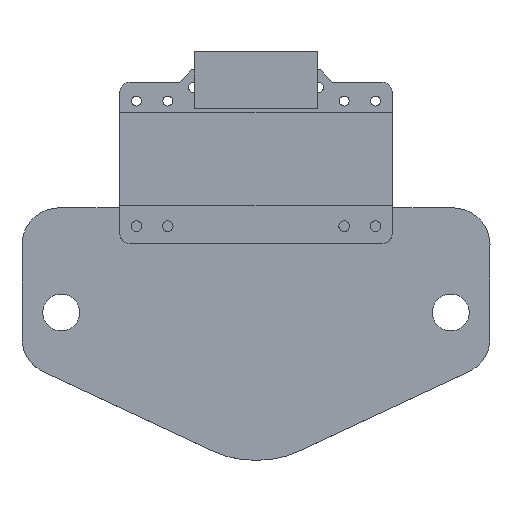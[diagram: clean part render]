
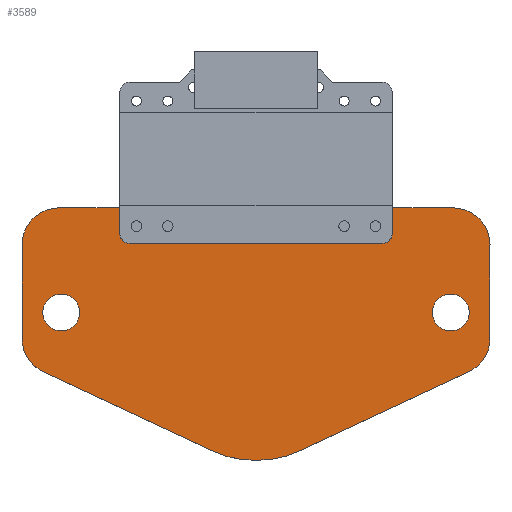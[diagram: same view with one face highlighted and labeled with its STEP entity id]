
A CAD part, top view. The second image highlights one B-rep face of the part: STEP entity #3589.
In plain terms, the highlighted planar face has unit normal (0, 0, 1).
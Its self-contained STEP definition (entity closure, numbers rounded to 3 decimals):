
#196=FACE_BOUND('',#688,.T.);
#197=FACE_BOUND('',#689,.T.);
#198=FACE_BOUND('',#690,.T.);
#199=FACE_BOUND('',#691,.T.);
#200=FACE_BOUND('',#692,.T.);
#201=FACE_BOUND('',#693,.T.);
#299=CIRCLE('',#3923,2.988);
#300=CIRCLE('',#3925,2.989);
#301=CIRCLE('',#3926,0.013);
#302=CIRCLE('',#3927,0.013);
#303=CIRCLE('',#3928,2.989);
#304=CIRCLE('',#3929,2.988);
#305=CIRCLE('',#3930,7.978);
#306=CIRCLE('',#3931,7.976);
#307=CIRCLE('',#3932,1.5);
#308=CIRCLE('',#3933,1.5);
#309=CIRCLE('',#3934,0.432);
#310=CIRCLE('',#3935,0.432);
#311=CIRCLE('',#3936,0.432);
#312=CIRCLE('',#3937,0.432);
#467=FACE_OUTER_BOUND('',#687,.T.);
#687=EDGE_LOOP('',(#3133,#3134,#3135,#3136,#3137,#3138,#3139,#3140,#3141,
#3142,#3143,#3144,#3145,#3146,#3147,#3148,#3149,#3150));
#688=EDGE_LOOP('',(#3151));
#689=EDGE_LOOP('',(#3152));
#690=EDGE_LOOP('',(#3153));
#691=EDGE_LOOP('',(#3154));
#692=EDGE_LOOP('',(#3155));
#693=EDGE_LOOP('',(#3156));
#1064=LINE('',#5804,#1442);
#1066=LINE('',#5813,#1444);
#1067=LINE('',#5817,#1445);
#1068=LINE('',#5819,#1446);
#1069=LINE('',#5823,#1447);
#1070=LINE('',#5827,#1448);
#1071=LINE('',#5829,#1449);
#1072=LINE('',#5833,#1450);
#1073=LINE('',#5837,#1451);
#1074=LINE('',#5841,#1452);
#1442=VECTOR('',#4768,1.);
#1444=VECTOR('',#4778,1.);
#1445=VECTOR('',#4781,1.);
#1446=VECTOR('',#4782,1.);
#1447=VECTOR('',#4785,1.);
#1448=VECTOR('',#4788,1.);
#1449=VECTOR('',#4789,1.);
#1450=VECTOR('',#4792,1.);
#1451=VECTOR('',#4795,1.);
#1452=VECTOR('',#4798,1.);
#1767=VERTEX_POINT('',#5797);
#1770=VERTEX_POINT('',#5802);
#1772=VERTEX_POINT('',#5808);
#1773=VERTEX_POINT('',#5812);
#1774=VERTEX_POINT('',#5814);
#1775=VERTEX_POINT('',#5816);
#1776=VERTEX_POINT('',#5818);
#1777=VERTEX_POINT('',#5820);
#1778=VERTEX_POINT('',#5822);
#1779=VERTEX_POINT('',#5824);
#1780=VERTEX_POINT('',#5826);
#1781=VERTEX_POINT('',#5828);
#1782=VERTEX_POINT('',#5830);
#1783=VERTEX_POINT('',#5832);
#1784=VERTEX_POINT('',#5834);
#1785=VERTEX_POINT('',#5836);
#1786=VERTEX_POINT('',#5838);
#1787=VERTEX_POINT('',#5840);
#1788=VERTEX_POINT('',#5843);
#1789=VERTEX_POINT('',#5845);
#1790=VERTEX_POINT('',#5847);
#1791=VERTEX_POINT('',#5849);
#1792=VERTEX_POINT('',#5851);
#1793=VERTEX_POINT('',#5853);
#2236=EDGE_CURVE('',#1767,#1770,#1064,.T.);
#2239=EDGE_CURVE('',#1770,#1772,#299,.T.);
#2240=EDGE_CURVE('',#1772,#1773,#1066,.T.);
#2241=EDGE_CURVE('',#1773,#1774,#300,.T.);
#2242=EDGE_CURVE('',#1774,#1775,#1067,.T.);
#2243=EDGE_CURVE('',#1775,#1776,#1068,.T.);
#2244=EDGE_CURVE('',#1776,#1777,#301,.T.);
#2245=EDGE_CURVE('',#1777,#1778,#1069,.T.);
#2246=EDGE_CURVE('',#1778,#1779,#302,.T.);
#2247=EDGE_CURVE('',#1779,#1780,#1070,.T.);
#2248=EDGE_CURVE('',#1780,#1781,#1071,.T.);
#2249=EDGE_CURVE('',#1781,#1782,#303,.T.);
#2250=EDGE_CURVE('',#1782,#1783,#1072,.T.);
#2251=EDGE_CURVE('',#1783,#1784,#304,.T.);
#2252=EDGE_CURVE('',#1784,#1785,#1073,.T.);
#2253=EDGE_CURVE('',#1785,#1786,#305,.T.);
#2254=EDGE_CURVE('',#1786,#1787,#1074,.T.);
#2255=EDGE_CURVE('',#1787,#1767,#306,.T.);
#2256=EDGE_CURVE('',#1788,#1788,#307,.T.);
#2257=EDGE_CURVE('',#1789,#1789,#308,.T.);
#2258=EDGE_CURVE('',#1790,#1790,#309,.T.);
#2259=EDGE_CURVE('',#1791,#1791,#310,.T.);
#2260=EDGE_CURVE('',#1792,#1792,#311,.T.);
#2261=EDGE_CURVE('',#1793,#1793,#312,.T.);
#3133=ORIENTED_EDGE('',*,*,#2236,.T.);
#3134=ORIENTED_EDGE('',*,*,#2239,.T.);
#3135=ORIENTED_EDGE('',*,*,#2240,.T.);
#3136=ORIENTED_EDGE('',*,*,#2241,.T.);
#3137=ORIENTED_EDGE('',*,*,#2242,.T.);
#3138=ORIENTED_EDGE('',*,*,#2243,.T.);
#3139=ORIENTED_EDGE('',*,*,#2244,.T.);
#3140=ORIENTED_EDGE('',*,*,#2245,.T.);
#3141=ORIENTED_EDGE('',*,*,#2246,.T.);
#3142=ORIENTED_EDGE('',*,*,#2247,.T.);
#3143=ORIENTED_EDGE('',*,*,#2248,.T.);
#3144=ORIENTED_EDGE('',*,*,#2249,.T.);
#3145=ORIENTED_EDGE('',*,*,#2250,.T.);
#3146=ORIENTED_EDGE('',*,*,#2251,.T.);
#3147=ORIENTED_EDGE('',*,*,#2252,.T.);
#3148=ORIENTED_EDGE('',*,*,#2253,.T.);
#3149=ORIENTED_EDGE('',*,*,#2254,.T.);
#3150=ORIENTED_EDGE('',*,*,#2255,.T.);
#3151=ORIENTED_EDGE('',*,*,#2256,.T.);
#3152=ORIENTED_EDGE('',*,*,#2257,.T.);
#3153=ORIENTED_EDGE('',*,*,#2258,.T.);
#3154=ORIENTED_EDGE('',*,*,#2259,.T.);
#3155=ORIENTED_EDGE('',*,*,#2260,.T.);
#3156=ORIENTED_EDGE('',*,*,#2261,.T.);
#3435=PLANE('',#3924);
#3589=ADVANCED_FACE('',(#467,#196,#197,#198,#199,#200,#201),#3435,.T.);
#3923=AXIS2_PLACEMENT_3D('',#5810,#4774,#4775);
#3924=AXIS2_PLACEMENT_3D('',#5811,#4776,#4777);
#3925=AXIS2_PLACEMENT_3D('',#5815,#4779,#4780);
#3926=AXIS2_PLACEMENT_3D('',#5821,#4783,#4784);
#3927=AXIS2_PLACEMENT_3D('',#5825,#4786,#4787);
#3928=AXIS2_PLACEMENT_3D('',#5831,#4790,#4791);
#3929=AXIS2_PLACEMENT_3D('',#5835,#4793,#4794);
#3930=AXIS2_PLACEMENT_3D('',#5839,#4796,#4797);
#3931=AXIS2_PLACEMENT_3D('',#5842,#4799,#4800);
#3932=AXIS2_PLACEMENT_3D('',#5844,#4801,#4802);
#3933=AXIS2_PLACEMENT_3D('',#5846,#4803,#4804);
#3934=AXIS2_PLACEMENT_3D('',#5848,#4805,#4806);
#3935=AXIS2_PLACEMENT_3D('',#5850,#4807,#4808);
#3936=AXIS2_PLACEMENT_3D('',#5852,#4809,#4810);
#3937=AXIS2_PLACEMENT_3D('',#5854,#4811,#4812);
#4768=DIRECTION('',(0.906,0.424,0.));
#4774=DIRECTION('center_axis',(0.,0.,1.));
#4775=DIRECTION('ref_axis',(0.423,-0.906,0.));
#4776=DIRECTION('center_axis',(0.,0.,1.));
#4777=DIRECTION('ref_axis',(1.,0.,0.));
#4778=DIRECTION('',(0.,1.,0.));
#4779=DIRECTION('center_axis',(0.,0.,1.));
#4780=DIRECTION('ref_axis',(1.,0.,0.));
#4781=DIRECTION('',(-1.,0.,0.));
#4782=DIRECTION('',(-0.572,-0.82,0.));
#4783=DIRECTION('center_axis',(0.,0.,-1.));
#4784=DIRECTION('ref_axis',(0.82,-0.572,0.));
#4785=DIRECTION('',(-1.,0.,0.));
#4786=DIRECTION('center_axis',(0.,0.,-1.));
#4787=DIRECTION('ref_axis',(0.,-1.,0.));
#4788=DIRECTION('',(-0.572,0.82,0.));
#4789=DIRECTION('',(-1.,0.,0.));
#4790=DIRECTION('center_axis',(0.,0.,1.));
#4791=DIRECTION('ref_axis',(0.,1.,0.));
#4792=DIRECTION('',(0.,-1.,0.));
#4793=DIRECTION('center_axis',(0.,0.,1.));
#4794=DIRECTION('ref_axis',(-1.,0.001,0.));
#4795=DIRECTION('',(0.906,-0.424,0.));
#4796=DIRECTION('center_axis',(0.,0.,1.));
#4797=DIRECTION('ref_axis',(-0.424,-0.906,0.));
#4798=DIRECTION('',(1.,0.,0.));
#4799=DIRECTION('center_axis',(0.,0.,1.));
#4800=DIRECTION('ref_axis',(0.,-1.,0.));
#4801=DIRECTION('center_axis',(0.,0.,-1.));
#4802=DIRECTION('ref_axis',(-1.,0.,0.));
#4803=DIRECTION('center_axis',(0.,0.,-1.));
#4804=DIRECTION('ref_axis',(-1.,0.,0.));
#4805=DIRECTION('center_axis',(0.,0.,-1.));
#4806=DIRECTION('ref_axis',(-1.,0.,0.));
#4807=DIRECTION('center_axis',(0.,0.,-1.));
#4808=DIRECTION('ref_axis',(-1.,0.,0.));
#4809=DIRECTION('center_axis',(0.,0.,-1.));
#4810=DIRECTION('ref_axis',(-1.,0.,0.));
#4811=DIRECTION('center_axis',(0.,0.,-1.));
#4812=DIRECTION('ref_axis',(-1.,0.,0.));
#5797=CARTESIAN_POINT('',(3.537,-23.942,-2.5));
#5802=CARTESIAN_POINT('',(17.263,-17.522,-2.5));
#5804=CARTESIAN_POINT('',(3.537,-23.942,-2.5));
#5808=CARTESIAN_POINT('',(18.987,-14.814,-2.5));
#5810=CARTESIAN_POINT('Origin',(16.,-14.814,-2.5));
#5811=CARTESIAN_POINT('Origin',(0.,-12.643,-2.5));
#5812=CARTESIAN_POINT('',(18.987,-7.21,-2.5));
#5813=CARTESIAN_POINT('',(18.987,-14.814,-2.5));
#5814=CARTESIAN_POINT('',(15.999,-4.22,-2.5));
#5815=CARTESIAN_POINT('Origin',(15.998,-7.209,-2.5));
#5816=CARTESIAN_POINT('',(5.731,-4.22,-2.5));
#5817=CARTESIAN_POINT('',(15.999,-4.22,-2.5));
#5818=CARTESIAN_POINT('',(3.747,-7.066,-2.5));
#5819=CARTESIAN_POINT('',(5.731,-4.22,-2.5));
#5820=CARTESIAN_POINT('',(3.737,-7.072,-2.5));
#5821=CARTESIAN_POINT('Origin',(3.737,-7.059,-2.5));
#5822=CARTESIAN_POINT('',(-3.737,-7.072,-2.5));
#5823=CARTESIAN_POINT('',(3.737,-7.072,-2.5));
#5824=CARTESIAN_POINT('',(-3.747,-7.066,-2.5));
#5825=CARTESIAN_POINT('Origin',(-3.737,-7.059,-2.5));
#5826=CARTESIAN_POINT('',(-5.731,-4.22,-2.5));
#5827=CARTESIAN_POINT('',(-3.747,-7.066,-2.5));
#5828=CARTESIAN_POINT('',(-15.997,-4.22,-2.5));
#5829=CARTESIAN_POINT('',(-5.731,-4.22,-2.5));
#5830=CARTESIAN_POINT('',(-18.987,-7.207,-2.5));
#5831=CARTESIAN_POINT('Origin',(-15.998,-7.209,-2.5));
#5832=CARTESIAN_POINT('',(-18.987,-14.811,-2.5));
#5833=CARTESIAN_POINT('',(-18.987,-7.207,-2.5));
#5834=CARTESIAN_POINT('',(-17.266,-17.521,-2.5));
#5835=CARTESIAN_POINT('Origin',(-15.999,-14.814,-2.5));
#5836=CARTESIAN_POINT('',(-3.537,-23.941,-2.5));
#5837=CARTESIAN_POINT('',(-17.266,-17.521,-2.5));
#5838=CARTESIAN_POINT('',(-0.154,-24.694,-2.5));
#5839=CARTESIAN_POINT('Origin',(-0.154,-16.717,-2.5));
#5840=CARTESIAN_POINT('',(0.152,-24.694,-2.5));
#5841=CARTESIAN_POINT('',(-0.154,-24.694,-2.5));
#5842=CARTESIAN_POINT('Origin',(0.154,-16.719,-2.5));
#5843=CARTESIAN_POINT('',(-14.3,-12.707,-2.5));
#5844=CARTESIAN_POINT('Origin',(-15.8,-12.707,-2.5));
#5845=CARTESIAN_POINT('',(17.3,-12.707,-2.5));
#5846=CARTESIAN_POINT('Origin',(15.8,-12.707,-2.5));
#5847=CARTESIAN_POINT('',(-9.268,-5.707,-2.5));
#5848=CARTESIAN_POINT('Origin',(-9.7,-5.707,-2.5));
#5849=CARTESIAN_POINT('',(-6.728,-5.707,-2.5));
#5850=CARTESIAN_POINT('Origin',(-7.16,-5.707,-2.5));
#5851=CARTESIAN_POINT('',(7.592,-5.707,-2.5));
#5852=CARTESIAN_POINT('Origin',(7.16,-5.707,-2.5));
#5853=CARTESIAN_POINT('',(10.132,-5.707,-2.5));
#5854=CARTESIAN_POINT('Origin',(9.7,-5.707,-2.5));
